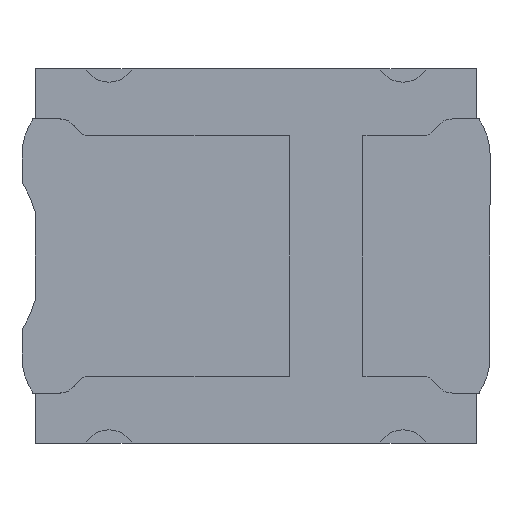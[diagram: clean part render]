
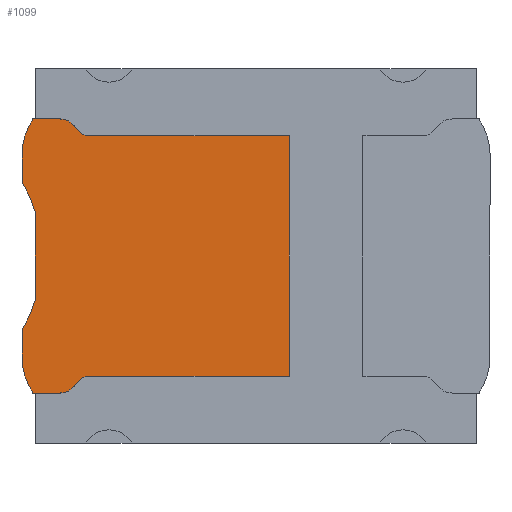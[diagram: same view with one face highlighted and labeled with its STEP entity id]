
A CAD part, front view. The second image highlights one B-rep face of the part: STEP entity #1099.
In plain terms, the highlighted planar face has unit normal (0, -1, 0).
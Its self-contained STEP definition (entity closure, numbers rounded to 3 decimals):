
#4 = LINE ( 'NONE', #1186, #2097 ) ;
#24 = EDGE_CURVE ( 'NONE', #1457, #1202, #2527, .T. ) ;
#38 = ORIENTED_EDGE ( 'NONE', *, *, #3178, .F. ) ;
#97 = CARTESIAN_POINT ( 'NONE',  ( 0., 0., -1.025 ) ) ;
#113 = AXIS2_PLACEMENT_3D ( 'NONE', #3000, #2349, #1578 ) ;
#126 = CARTESIAN_POINT ( 'NONE',  ( -1.25, 0., -0.748 ) ) ;
#127 = EDGE_CURVE ( 'NONE', #3433, #1457, #517, .T. ) ;
#179 = CARTESIAN_POINT ( 'NONE',  ( 0.25, 0., 0. ) ) ;
#231 = VERTEX_POINT ( 'NONE', #840 ) ;
#243 = ORIENTED_EDGE ( 'NONE', *, *, #3417, .F. ) ;
#258 = DIRECTION ( 'NONE',  ( 0., 0., -1. ) ) ;
#272 = CARTESIAN_POINT ( 'NONE',  ( -1.65, 0., 0. ) ) ;
#288 = DIRECTION ( 'NONE',  ( 0., 0., 1. ) ) ;
#371 = DIRECTION ( 'NONE',  ( 0., 0., 1. ) ) ;
#517 = B_SPLINE_CURVE_WITH_KNOTS ( 'NONE', 3,
 ( #1994, #540, #576, #2311 ),
 .UNSPECIFIED., .F., .F.,
 ( 4, 4 ),
 ( 0., 1. ),
 .UNSPECIFIED. ) ;
#540 = CARTESIAN_POINT ( 'NONE',  ( -1.345, 0., 1.025 ) ) ;
#576 = CARTESIAN_POINT ( 'NONE',  ( -1.345, 0., 0.9 ) ) ;
#585 = VERTEX_POINT ( 'NONE', #3078 ) ;
#590 = LINE ( 'NONE', #3411, #2013 ) ;
#603 = CARTESIAN_POINT ( 'NONE',  ( -1.26, 0., -0.9 ) ) ;
#604 = ORIENTED_EDGE ( 'NONE', *, *, #1081, .F. ) ;
#623 = VERTEX_POINT ( 'NONE', #1729 ) ;
#634 = VECTOR ( 'NONE', #2957, 1000. ) ;
#674 = B_SPLINE_CURVE_WITH_KNOTS ( 'NONE', 3,
 ( #3363, #1588, #1051, #3348 ),
 .UNSPECIFIED., .F., .F.,
 ( 4, 4 ),
 ( 0., 1. ),
 .UNSPECIFIED. ) ;
#691 = CARTESIAN_POINT ( 'NONE',  ( -1.67, 0., 0. ) ) ;
#715 = FACE_OUTER_BOUND ( 'NONE', #3665, .T. ) ;
#786 = CARTESIAN_POINT ( 'NONE',  ( -1.75, 0., 0. ) ) ;
#840 = CARTESIAN_POINT ( 'NONE',  ( -1.47, 0., -1.025 ) ) ;
#858 = DIRECTION ( 'NONE',  ( 0., 0., 1. ) ) ;
#915 = DIRECTION ( 'NONE',  ( 1., 0., 0. ) ) ;
#931 = VERTEX_POINT ( 'NONE', #1879 ) ;
#945 = VECTOR ( 'NONE', #915, 1000. ) ;
#947 = EDGE_CURVE ( 'NONE', #585, #1202, #3651, .T. ) ;
#954 = ORIENTED_EDGE ( 'NONE', *, *, #127, .F. ) ;
#1030 = EDGE_CURVE ( 'NONE', #2861, #1750, #3462, .T. ) ;
#1044 = ORIENTED_EDGE ( 'NONE', *, *, #1235, .T. ) ;
#1051 = CARTESIAN_POINT ( 'NONE',  ( -1.345, 0., -0.9 ) ) ;
#1081 = EDGE_CURVE ( 'NONE', #1621, #931, #3541, .T. ) ;
#1096 = DIRECTION ( 'NONE',  ( 0., 1., 0. ) ) ;
#1099 = ADVANCED_FACE ( 'NONE', ( #715 ), #1272, .F. ) ;
#1134 = AXIS2_PLACEMENT_3D ( 'NONE', #2767, #1096, #2219 ) ;
#1155 = DIRECTION ( 'NONE',  ( 0., 1., 0. ) ) ;
#1185 = VECTOR ( 'NONE', #371, 1000. ) ;
#1186 = CARTESIAN_POINT ( 'NONE',  ( -1.75, 0., 0. ) ) ;
#1198 = DIRECTION ( 'NONE',  ( 1., 0., 0. ) ) ;
#1202 = VERTEX_POINT ( 'NONE', #2461 ) ;
#1206 = ORIENTED_EDGE ( 'NONE', *, *, #1030, .T. ) ;
#1218 = VECTOR ( 'NONE', #288, 1000. ) ;
#1235 = EDGE_CURVE ( 'NONE', #1952, #3293, #1785, .T. ) ;
#1264 = ORIENTED_EDGE ( 'NONE', *, *, #24, .F. ) ;
#1267 = LINE ( 'NONE', #97, #945 ) ;
#1272 = PLANE ( 'NONE',  #113 ) ;
#1383 = ORIENTED_EDGE ( 'NONE', *, *, #2238, .F. ) ;
#1414 = EDGE_CURVE ( 'NONE', #623, #231, #1267, .T. ) ;
#1457 = VERTEX_POINT ( 'NONE', #3261 ) ;
#1458 = CARTESIAN_POINT ( 'NONE',  ( -1.75, 0., 0.763 ) ) ;
#1466 = CARTESIAN_POINT ( 'NONE',  ( -1.47, 0., 1.025 ) ) ;
#1491 = VECTOR ( 'NONE', #1596, 1000. ) ;
#1496 = EDGE_CURVE ( 'NONE', #1940, #585, #3570, .T. ) ;
#1570 = DIRECTION ( 'NONE',  ( 0., -1., 0. ) ) ;
#1578 = DIRECTION ( 'NONE',  ( 0., 0., 1. ) ) ;
#1588 = CARTESIAN_POINT ( 'NONE',  ( -1.345, 0., -1.025 ) ) ;
#1596 = DIRECTION ( 'NONE',  ( 0., 0., 1. ) ) ;
#1621 = VERTEX_POINT ( 'NONE', #1716 ) ;
#1682 = CIRCLE ( 'NONE', #3537, 0.814 ) ;
#1716 = CARTESIAN_POINT ( 'NONE',  ( -1.67, 0., 1.02 ) ) ;
#1729 = CARTESIAN_POINT ( 'NONE',  ( -1.67, 0., -1.025 ) ) ;
#1750 = VERTEX_POINT ( 'NONE', #3616 ) ;
#1761 = CARTESIAN_POINT ( 'NONE',  ( -1.75, 0., 0.55 ) ) ;
#1785 = CIRCLE ( 'NONE', #1134, 0.814 ) ;
#1823 = EDGE_CURVE ( 'NONE', #931, #3433, #2379, .T. ) ;
#1879 = CARTESIAN_POINT ( 'NONE',  ( -1.67, 0., 1.025 ) ) ;
#1881 = ORIENTED_EDGE ( 'NONE', *, *, #1496, .T. ) ;
#1940 = VERTEX_POINT ( 'NONE', #603 ) ;
#1941 = ORIENTED_EDGE ( 'NONE', *, *, #3560, .T. ) ;
#1950 = CARTESIAN_POINT ( 'NONE',  ( -1.25, 0., 0.748 ) ) ;
#1952 = VERTEX_POINT ( 'NONE', #3550 ) ;
#1994 = CARTESIAN_POINT ( 'NONE',  ( -1.47, 0., 1.025 ) ) ;
#2000 = ORIENTED_EDGE ( 'NONE', *, *, #3449, .F. ) ;
#2013 = VECTOR ( 'NONE', #258, 1000. ) ;
#2028 = LINE ( 'NONE', #272, #1218 ) ;
#2052 = CARTESIAN_POINT ( 'NONE',  ( -1.75, 0., -0.55 ) ) ;
#2071 = VECTOR ( 'NONE', #3636, 1000. ) ;
#2097 = VECTOR ( 'NONE', #3127, 1000. ) ;
#2219 = DIRECTION ( 'NONE',  ( 0., 0., 1. ) ) ;
#2238 = EDGE_CURVE ( 'NONE', #2450, #2896, #3596, .T. ) ;
#2248 = VECTOR ( 'NONE', #3012, 1000. ) ;
#2311 = CARTESIAN_POINT ( 'NONE',  ( -1.26, 0., 0.9 ) ) ;
#2338 = EDGE_CURVE ( 'NONE', #1750, #623, #590, .T. ) ;
#2340 = ORIENTED_EDGE ( 'NONE', *, *, #2868, .F. ) ;
#2349 = DIRECTION ( 'NONE',  ( 0., 1., 0. ) ) ;
#2370 = DIRECTION ( 'NONE',  ( 0., 0., 1. ) ) ;
#2379 = LINE ( 'NONE', #3497, #634 ) ;
#2399 = VERTEX_POINT ( 'NONE', #3111 ) ;
#2450 = VERTEX_POINT ( 'NONE', #1761 ) ;
#2461 = CARTESIAN_POINT ( 'NONE',  ( 0.25, 0., 0.9 ) ) ;
#2473 = CARTESIAN_POINT ( 'NONE',  ( -1.75, 0., -0.763 ) ) ;
#2492 = ORIENTED_EDGE ( 'NONE', *, *, #1823, .F. ) ;
#2496 = CARTESIAN_POINT ( 'NONE',  ( 0., 0., -0.9 ) ) ;
#2527 = LINE ( 'NONE', #3133, #3085 ) ;
#2566 = DIRECTION ( 'NONE',  ( 0., 0., 1. ) ) ;
#2758 = CIRCLE ( 'NONE', #3123, 0.5 ) ;
#2767 = CARTESIAN_POINT ( 'NONE',  ( -2.435, 0., -0.111 ) ) ;
#2861 = VERTEX_POINT ( 'NONE', #2473 ) ;
#2868 = EDGE_CURVE ( 'NONE', #2399, #2450, #1682, .T. ) ;
#2896 = VERTEX_POINT ( 'NONE', #1458 ) ;
#2957 = DIRECTION ( 'NONE',  ( 1., 0., 0. ) ) ;
#3000 = CARTESIAN_POINT ( 'NONE',  ( 0., 0., 0. ) ) ;
#3012 = DIRECTION ( 'NONE',  ( 1., 0., 0. ) ) ;
#3078 = CARTESIAN_POINT ( 'NONE',  ( 0.25, 0., -0.9 ) ) ;
#3082 = CARTESIAN_POINT ( 'NONE',  ( -2.435, 0., 0.111 ) ) ;
#3085 = VECTOR ( 'NONE', #1198, 1000. ) ;
#3111 = CARTESIAN_POINT ( 'NONE',  ( -1.65, 0., 0.325 ) ) ;
#3123 = AXIS2_PLACEMENT_3D ( 'NONE', #1950, #1155, #858 ) ;
#3127 = DIRECTION ( 'NONE',  ( 0., 0., 1. ) ) ;
#3133 = CARTESIAN_POINT ( 'NONE',  ( 0., 0., 0.9 ) ) ;
#3178 = EDGE_CURVE ( 'NONE', #2896, #1621, #2758, .T. ) ;
#3202 = ORIENTED_EDGE ( 'NONE', *, *, #947, .T. ) ;
#3203 = ORIENTED_EDGE ( 'NONE', *, *, #1414, .T. ) ;
#3261 = CARTESIAN_POINT ( 'NONE',  ( -1.26, 0., 0.9 ) ) ;
#3283 = DIRECTION ( 'NONE',  ( 0., -1., 0. ) ) ;
#3293 = VERTEX_POINT ( 'NONE', #2052 ) ;
#3322 = ORIENTED_EDGE ( 'NONE', *, *, #2338, .T. ) ;
#3348 = CARTESIAN_POINT ( 'NONE',  ( -1.26, 0., -0.9 ) ) ;
#3363 = CARTESIAN_POINT ( 'NONE',  ( -1.47, 0., -1.025 ) ) ;
#3411 = CARTESIAN_POINT ( 'NONE',  ( -1.67, 0., 0. ) ) ;
#3417 = EDGE_CURVE ( 'NONE', #1952, #2399, #2028, .T. ) ;
#3433 = VERTEX_POINT ( 'NONE', #1466 ) ;
#3449 = EDGE_CURVE ( 'NONE', #2861, #3293, #4, .T. ) ;
#3451 = AXIS2_PLACEMENT_3D ( 'NONE', #126, #3283, #2370 ) ;
#3462 = CIRCLE ( 'NONE', #3451, 0.5 ) ;
#3497 = CARTESIAN_POINT ( 'NONE',  ( 0., 0., 1.025 ) ) ;
#3537 = AXIS2_PLACEMENT_3D ( 'NONE', #3082, #1570, #2566 ) ;
#3541 = LINE ( 'NONE', #691, #1185 ) ;
#3550 = CARTESIAN_POINT ( 'NONE',  ( -1.65, 0., -0.325 ) ) ;
#3560 = EDGE_CURVE ( 'NONE', #231, #1940, #674, .T. ) ;
#3570 = LINE ( 'NONE', #2496, #2248 ) ;
#3596 = LINE ( 'NONE', #786, #1491 ) ;
#3616 = CARTESIAN_POINT ( 'NONE',  ( -1.67, 0., -1.02 ) ) ;
#3636 = DIRECTION ( 'NONE',  ( 0., 0., 1. ) ) ;
#3651 = LINE ( 'NONE', #179, #2071 ) ;
#3665 = EDGE_LOOP ( 'NONE', ( #2492, #604, #38, #1383, #2340, #243, #1044, #2000, #1206, #3322, #3203, #1941, #1881, #3202, #1264, #954 ) ) ;
